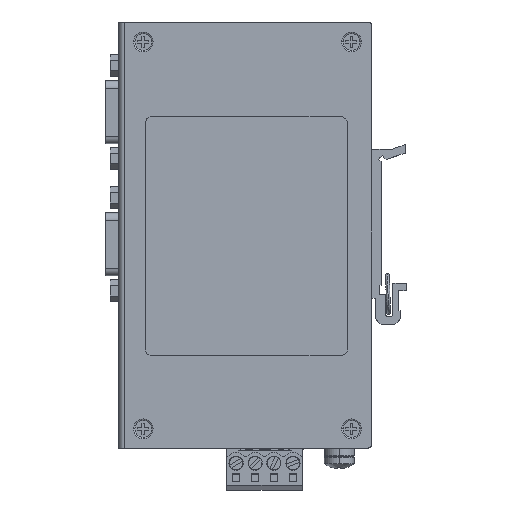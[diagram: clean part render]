
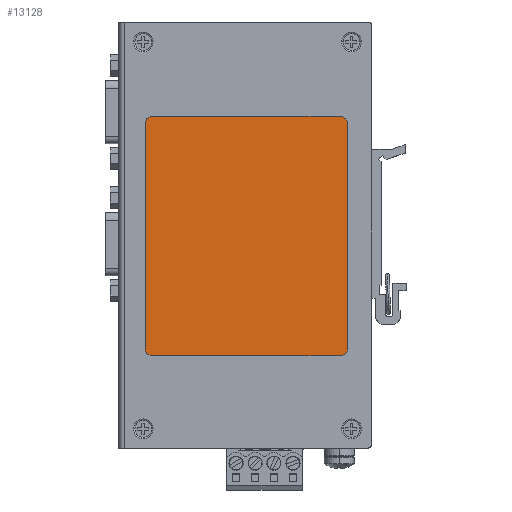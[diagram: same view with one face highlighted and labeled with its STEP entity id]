
A CAD part, top view. The second image highlights one B-rep face of the part: STEP entity #13128.
In plain terms, the highlighted face is planar.
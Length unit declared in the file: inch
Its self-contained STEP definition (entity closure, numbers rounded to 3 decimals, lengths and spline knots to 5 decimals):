
#441 = EDGE_CURVE ( 'NONE', #22121, #11769, #9174, .T. ) ;
#730 = AXIS2_PLACEMENT_3D ( 'NONE', #16852, #9684, #12119 ) ;
#1242 = FACE_OUTER_BOUND ( 'NONE', #2335, .T. ) ;
#2335 = EDGE_LOOP ( 'NONE', ( #14528, #4872, #15693, #27506, #17771, #26770, #21702, #5910 ) ) ;
#2384 = CIRCLE ( 'NONE', #28328, 0.07874 ) ;
#2414 = DIRECTION ( 'NONE',  ( 0., 0., -1. ) ) ;
#2744 = CARTESIAN_POINT ( 'NONE',  ( -0.27953, 3.44094, -0.01969 ) ) ;
#3038 = VERTEX_POINT ( 'NONE', #5800 ) ;
#3259 = EDGE_CURVE ( 'NONE', #22142, #26520, #12730, .T. ) ;
#3528 = CARTESIAN_POINT ( 'NONE',  ( -0.35827, 1.06299, -0.01969 ) ) ;
#4487 = DIRECTION ( 'NONE',  ( 0., 1., 0. ) ) ;
#4802 = CARTESIAN_POINT ( 'NONE',  ( -0.35827, 0.98425, -0.01969 ) ) ;
#4872 = ORIENTED_EDGE ( 'NONE', *, *, #17007, .T. ) ;
#4960 = CARTESIAN_POINT ( 'NONE',  ( -0.35827, 1.06299, -0.01969 ) ) ;
#5222 = VECTOR ( 'NONE', #11475, 39.37008 ) ;
#5800 = CARTESIAN_POINT ( 'NONE',  ( -0.27953, 1.06299, -0.01969 ) ) ;
#5910 = ORIENTED_EDGE ( 'NONE', *, *, #20486, .T. ) ;
#6153 = CARTESIAN_POINT ( 'NONE',  ( -2.34252, 3.51969, -0.01969 ) ) ;
#6926 = LINE ( 'NONE', #29651, #15632 ) ;
#6966 = AXIS2_PLACEMENT_3D ( 'NONE', #26045, #11401, #13848 ) ;
#8078 = EDGE_CURVE ( 'NONE', #26520, #24865, #2384, .T. ) ;
#8267 = DIRECTION ( 'NONE',  ( 0., 0., -1. ) ) ;
#9174 = CIRCLE ( 'NONE', #6966, 0.07874 ) ;
#9277 = LINE ( 'NONE', #15109, #23220 ) ;
#9398 = CARTESIAN_POINT ( 'NONE',  ( -2.34252, 0.98425, -0.01969 ) ) ;
#9684 = DIRECTION ( 'NONE',  ( 0., 0., -1. ) ) ;
#10756 = EDGE_CURVE ( 'NONE', #3038, #23927, #26731, .T. ) ;
#11401 = DIRECTION ( 'NONE',  ( 0., 0., -1. ) ) ;
#11475 = DIRECTION ( 'NONE',  ( 0., -1., 0. ) ) ;
#11769 = VERTEX_POINT ( 'NONE', #2744 ) ;
#12119 = DIRECTION ( 'NONE',  ( -1., 0., 0. ) ) ;
#12730 = LINE ( 'NONE', #23789, #27772 ) ;
#13128 = ADVANCED_FACE ( 'NONE', ( #1242 ), #29993, .T. ) ;
#13292 = CARTESIAN_POINT ( 'NONE',  ( -2.42126, 1.06299, -0.01969 ) ) ;
#13848 = DIRECTION ( 'NONE',  ( -1., 0., 0. ) ) ;
#14112 = DIRECTION ( 'NONE',  ( 0., 0., -1. ) ) ;
#14528 = ORIENTED_EDGE ( 'NONE', *, *, #10756, .T. ) ;
#14842 = DIRECTION ( 'NONE',  ( 1., 0., 0. ) ) ;
#15037 = AXIS2_PLACEMENT_3D ( 'NONE', #3528, #8267, #22828 ) ;
#15109 = CARTESIAN_POINT ( 'NONE',  ( -0.35827, 0.98425, -0.01969 ) ) ;
#15632 = VECTOR ( 'NONE', #14842, 39.37008 ) ;
#15693 = ORIENTED_EDGE ( 'NONE', *, *, #15845, .T. ) ;
#15845 = EDGE_CURVE ( 'NONE', #25765, #22142, #16923, .T. ) ;
#16852 = CARTESIAN_POINT ( 'NONE',  ( -2.34252, 1.06299, -0.01969 ) ) ;
#16923 = CIRCLE ( 'NONE', #730, 0.07874 ) ;
#17007 = EDGE_CURVE ( 'NONE', #23927, #25765, #9277, .T. ) ;
#17771 = ORIENTED_EDGE ( 'NONE', *, *, #8078, .T. ) ;
#18825 = LINE ( 'NONE', #20866, #5222 ) ;
#20486 = EDGE_CURVE ( 'NONE', #11769, #3038, #18825, .T. ) ;
#20866 = CARTESIAN_POINT ( 'NONE',  ( -0.27953, 3.44094, -0.01969 ) ) ;
#21627 = AXIS2_PLACEMENT_3D ( 'NONE', #4960, #2414, #26574 ) ;
#21702 = ORIENTED_EDGE ( 'NONE', *, *, #441, .T. ) ;
#22121 = VERTEX_POINT ( 'NONE', #25174 ) ;
#22142 = VERTEX_POINT ( 'NONE', #13292 ) ;
#22828 = DIRECTION ( 'NONE',  ( -1., 0., 0. ) ) ;
#23080 = EDGE_CURVE ( 'NONE', #24865, #22121, #6926, .T. ) ;
#23220 = VECTOR ( 'NONE', #24467, 39.37008 ) ;
#23789 = CARTESIAN_POINT ( 'NONE',  ( -2.42126, 1.06299, -0.01969 ) ) ;
#23841 = DIRECTION ( 'NONE',  ( -1., 0., 0. ) ) ;
#23927 = VERTEX_POINT ( 'NONE', #4802 ) ;
#24467 = DIRECTION ( 'NONE',  ( -1., 0., 0. ) ) ;
#24865 = VERTEX_POINT ( 'NONE', #6153 ) ;
#25174 = CARTESIAN_POINT ( 'NONE',  ( -0.35827, 3.51969, -0.01969 ) ) ;
#25765 = VERTEX_POINT ( 'NONE', #9398 ) ;
#26045 = CARTESIAN_POINT ( 'NONE',  ( -0.35827, 3.44094, -0.01969 ) ) ;
#26520 = VERTEX_POINT ( 'NONE', #27828 ) ;
#26574 = DIRECTION ( 'NONE',  ( -1., 0., 0. ) ) ;
#26731 = CIRCLE ( 'NONE', #21627, 0.07874 ) ;
#26770 = ORIENTED_EDGE ( 'NONE', *, *, #23080, .T. ) ;
#27506 = ORIENTED_EDGE ( 'NONE', *, *, #3259, .T. ) ;
#27772 = VECTOR ( 'NONE', #4487, 39.37008 ) ;
#27828 = CARTESIAN_POINT ( 'NONE',  ( -2.42126, 3.44094, -0.01969 ) ) ;
#28328 = AXIS2_PLACEMENT_3D ( 'NONE', #28363, #14112, #23841 ) ;
#28363 = CARTESIAN_POINT ( 'NONE',  ( -2.34252, 3.44094, -0.01969 ) ) ;
#29651 = CARTESIAN_POINT ( 'NONE',  ( -2.34252, 3.51969, -0.01969 ) ) ;
#29993 = PLANE ( 'NONE',  #15037 ) ;
